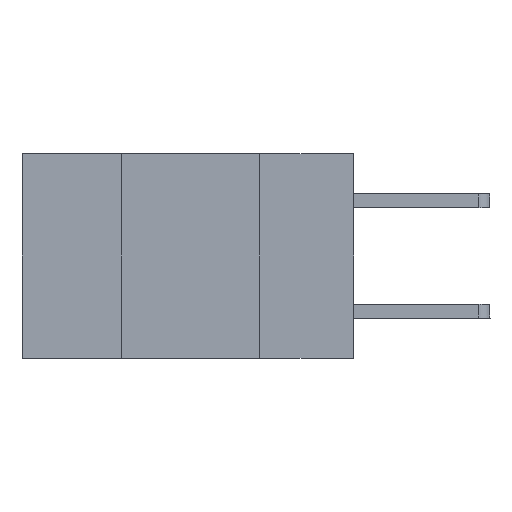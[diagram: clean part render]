
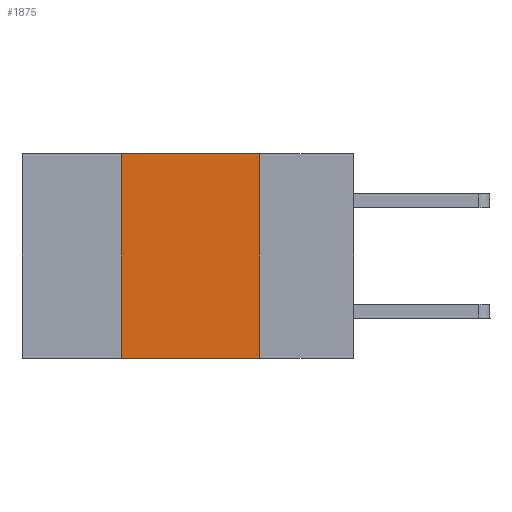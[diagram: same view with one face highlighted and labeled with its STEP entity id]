
A CAD part, left-side view. The second image highlights one B-rep face of the part: STEP entity #1875.
In plain terms, the highlighted planar face has unit normal (-1, 0, 0).
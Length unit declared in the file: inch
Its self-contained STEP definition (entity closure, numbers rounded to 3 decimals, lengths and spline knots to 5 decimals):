
#1 = EDGE_LOOP ( 'NONE', ( #2094, #6724, #4741, #9321 ) ) ;
#114 = EDGE_CURVE ( 'NONE', #7492, #2433, #1658, .T. ) ;
#148 = DIRECTION ( 'NONE',  ( 0., -1., 0. ) ) ;
#610 = DIRECTION ( 'NONE',  ( 0., -1., 0. ) ) ;
#719 = VECTOR ( 'NONE', #610, 39.37008 ) ;
#1234 = VERTEX_POINT ( 'NONE', #1304 ) ;
#1304 = CARTESIAN_POINT ( 'NONE',  ( 0., 0.17, -0.37 ) ) ;
#1658 = LINE ( 'NONE', #10962, #8358 ) ;
#1875 = ADVANCED_FACE ( 'NONE', ( #10078 ), #9581, .F. ) ;
#2094 = ORIENTED_EDGE ( 'NONE', *, *, #11194, .F. ) ;
#2433 = VERTEX_POINT ( 'NONE', #6401 ) ;
#2608 = VECTOR ( 'NONE', #6763, 39.37008 ) ;
#3104 = CARTESIAN_POINT ( 'NONE',  ( 0., 0.6, -0.37 ) ) ;
#4741 = ORIENTED_EDGE ( 'NONE', *, *, #114, .F. ) ;
#5238 = CARTESIAN_POINT ( 'NONE',  ( 0., 0.6, 0. ) ) ;
#5625 = LINE ( 'NONE', #5238, #719 ) ;
#6258 = VERTEX_POINT ( 'NONE', #6270 ) ;
#6270 = CARTESIAN_POINT ( 'NONE',  ( 0., 0.17, 0. ) ) ;
#6401 = CARTESIAN_POINT ( 'NONE',  ( 0., 0.42, 0. ) ) ;
#6547 = EDGE_CURVE ( 'NONE', #7492, #1234, #11533, .T. ) ;
#6562 = DIRECTION ( 'NONE',  ( 0., 0., 1. ) ) ;
#6724 = ORIENTED_EDGE ( 'NONE', *, *, #11384, .F. ) ;
#6763 = DIRECTION ( 'NONE',  ( 0., 0., -1. ) ) ;
#6953 = VECTOR ( 'NONE', #148, 39.37008 ) ;
#7219 = LINE ( 'NONE', #10264, #2608 ) ;
#7492 = VERTEX_POINT ( 'NONE', #10982 ) ;
#8358 = VECTOR ( 'NONE', #6562, 39.37008 ) ;
#9071 = AXIS2_PLACEMENT_3D ( 'NONE', #9584, #9571, #9542 ) ;
#9321 = ORIENTED_EDGE ( 'NONE', *, *, #6547, .T. ) ;
#9542 = DIRECTION ( 'NONE',  ( 0., 0., -1. ) ) ;
#9571 = DIRECTION ( 'NONE',  ( 1., 0., 0. ) ) ;
#9581 = PLANE ( 'NONE',  #9071 ) ;
#9584 = CARTESIAN_POINT ( 'NONE',  ( 0., 0.6, 0. ) ) ;
#10078 = FACE_OUTER_BOUND ( 'NONE', #1, .T. ) ;
#10264 = CARTESIAN_POINT ( 'NONE',  ( 0., 0.17, 0. ) ) ;
#10962 = CARTESIAN_POINT ( 'NONE',  ( 0., 0.42, 0. ) ) ;
#10982 = CARTESIAN_POINT ( 'NONE',  ( 0., 0.42, -0.37 ) ) ;
#11194 = EDGE_CURVE ( 'NONE', #6258, #1234, #7219, .T. ) ;
#11384 = EDGE_CURVE ( 'NONE', #2433, #6258, #5625, .T. ) ;
#11533 = LINE ( 'NONE', #3104, #6953 ) ;
